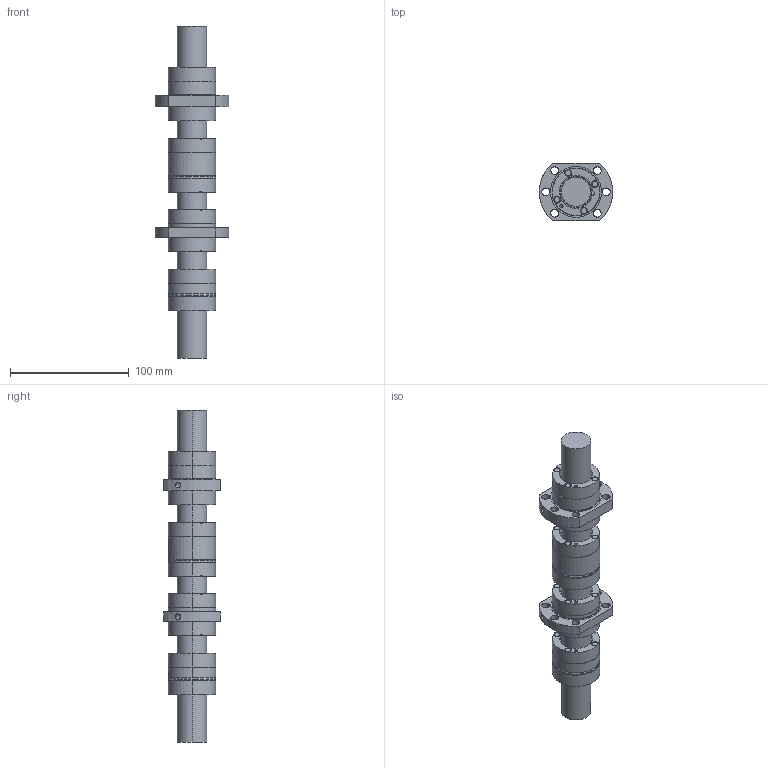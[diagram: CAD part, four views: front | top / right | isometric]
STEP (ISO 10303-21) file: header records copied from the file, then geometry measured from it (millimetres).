
FILE_DESCRIPTION(('Creo Elements/Direct Modeling STEP Export'),'2;1');
FILE_NAME('HSB-KGT-M-2510RH-2g.stp','2015-05-08T11:58:04',(''),(''),'Creo Elements/Direct Modeling STEP processor for AP214 (Solid Model)','Creo Elements/Direct Modeling 18.1F 24-Jul-2014 (C) Parametric Technology GmbH','');
FILE_SCHEMA(('AUTOMOTIVE_DESIGN { 1 0 10303 214 1 1 1 1 }'));
Length unit declared in the file: millimetre
Products named in the file (5): HSB_KGM-F-2510RH-2g_22722; HSB_KGM-FL-2510RH-2g_22727; HSB_KGM-M-2510RH-2g_20581; HSB_KGM-ML-2510RH-2g_20627; HSB_KGS-2510RH-2g-T7_23876
Bounding box: 61.8 x 48 x 280 mm (x, y, z)
Volume: 274380.4 mm3; surface area: 70374.7 mm2
Topology: 5 solids, 5 shells, 356 faces, 1064 edges, 736 vertices
Faces by surface type: cylinder 174, cone 100, plane 76, torus 6
Entity records: 16860 total; most frequent: CARTESIAN_POINT 5345, ORIENTED_EDGE 2104, DIRECTION 1544, EDGE_CURVE 1052, VERTEX_POINT 736, AXIS2_PLACEMENT_3D 623, EDGE_LOOP 418, COLOUR_RGB 361
